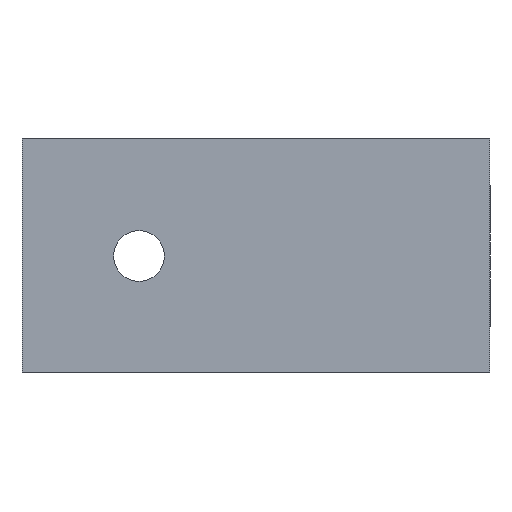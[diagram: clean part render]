
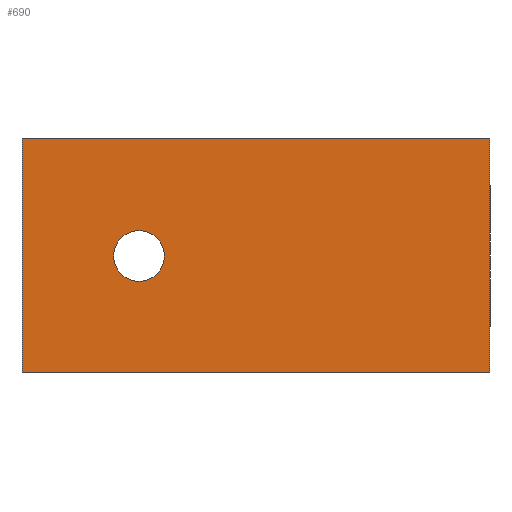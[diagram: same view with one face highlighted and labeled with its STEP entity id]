
A CAD part, left-side view. The second image highlights one B-rep face of the part: STEP entity #690.
In plain terms, the highlighted planar face has unit normal (-1, 0, 0).
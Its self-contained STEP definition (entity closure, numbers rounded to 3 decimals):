
#42 = LINE ( 'NONE', #556, #44 ) ;
#44 = VECTOR ( 'NONE', #557, 1000. ) ;
#56 = CARTESIAN_POINT ( 'NONE',  ( -60., 0., 30. ) ) ;
#57 = DIRECTION ( 'NONE',  ( 0., 0., -1. ) ) ;
#74 = CIRCLE ( 'NONE', #93, 3.25 ) ;
#92 = EDGE_CURVE ( 'NONE', #395, #396, #42, .T. ) ;
#93 = AXIS2_PLACEMENT_3D ( 'NONE', #509, #510, #511 ) ;
#97 = AXIS2_PLACEMENT_3D ( 'NONE', #355, #356, #357 ) ;
#101 = EDGE_CURVE ( 'NONE', #295, #296, #74, .T. ) ;
#135 = EDGE_CURVE ( 'NONE', #396, #378, #192, .T. ) ;
#144 = EDGE_CURVE ( 'NONE', #379, #378, #197, .T. ) ;
#150 = EDGE_CURVE ( 'NONE', #395, #379, #201, .T. ) ;
#169 = AXIS2_PLACEMENT_3D ( 'NONE', #621, #622, #623 ) ;
#170 = EDGE_CURVE ( 'NONE', #296, #295, #332, .T. ) ;
#192 = LINE ( 'NONE', #56, #194 ) ;
#194 = VECTOR ( 'NONE', #57, 1000. ) ;
#197 = LINE ( 'NONE', #548, #198 ) ;
#198 = VECTOR ( 'NONE', #549, 1000. ) ;
#201 = LINE ( 'NONE', #697, #202 ) ;
#202 = VECTOR ( 'NONE', #698, 1000. ) ;
#215 = FACE_BOUND ( 'NONE', #532, .T. ) ;
#216 = FACE_OUTER_BOUND ( 'NONE', #533, .T. ) ;
#229 = CARTESIAN_POINT ( 'NONE',  ( -60., 0., 0. ) ) ;
#230 = CARTESIAN_POINT ( 'NONE',  ( -60., 60., 0. ) ) ;
#263 = CARTESIAN_POINT ( 'NONE',  ( -60., 60., 30. ) ) ;
#264 = CARTESIAN_POINT ( 'NONE',  ( -60., 0., 30. ) ) ;
#295 = VERTEX_POINT ( 'NONE', #362 ) ;
#296 = VERTEX_POINT ( 'NONE', #363 ) ;
#332 = CIRCLE ( 'NONE', #97, 3.25 ) ;
#355 = CARTESIAN_POINT ( 'NONE',  ( -60., 45., 15. ) ) ;
#356 = DIRECTION ( 'NONE',  ( 1., 0., 0. ) ) ;
#357 = DIRECTION ( 'NONE',  ( 0., 0., -1. ) ) ;
#362 = CARTESIAN_POINT ( 'NONE',  ( -60., 45., 11.75 ) ) ;
#363 = CARTESIAN_POINT ( 'NONE',  ( -60., 45., 18.25 ) ) ;
#378 = VERTEX_POINT ( 'NONE', #229 ) ;
#379 = VERTEX_POINT ( 'NONE', #230 ) ;
#395 = VERTEX_POINT ( 'NONE', #263 ) ;
#396 = VERTEX_POINT ( 'NONE', #264 ) ;
#509 = CARTESIAN_POINT ( 'NONE',  ( -60., 45., 15. ) ) ;
#510 = DIRECTION ( 'NONE',  ( 1., 0., 0. ) ) ;
#511 = DIRECTION ( 'NONE',  ( 0., 0., -1. ) ) ;
#532 = EDGE_LOOP ( 'NONE', ( #594, #595 ) ) ;
#533 = EDGE_LOOP ( 'NONE', ( #596, #597, #598, #599 ) ) ;
#548 = CARTESIAN_POINT ( 'NONE',  ( -60., 0., 0. ) ) ;
#549 = DIRECTION ( 'NONE',  ( 0., -1., 0. ) ) ;
#556 = CARTESIAN_POINT ( 'NONE',  ( -60., 0., 30. ) ) ;
#557 = DIRECTION ( 'NONE',  ( 0., -1., 0. ) ) ;
#594 = ORIENTED_EDGE ( 'NONE', *, *, #101, .T. ) ;
#595 = ORIENTED_EDGE ( 'NONE', *, *, #170, .T. ) ;
#596 = ORIENTED_EDGE ( 'NONE', *, *, #144, .T. ) ;
#597 = ORIENTED_EDGE ( 'NONE', *, *, #135, .F. ) ;
#598 = ORIENTED_EDGE ( 'NONE', *, *, #92, .F. ) ;
#599 = ORIENTED_EDGE ( 'NONE', *, *, #150, .T. ) ;
#620 = PLANE ( 'NONE',  #169 ) ;
#621 = CARTESIAN_POINT ( 'NONE',  ( -60., 0., 30. ) ) ;
#622 = DIRECTION ( 'NONE',  ( 1., 0., 0. ) ) ;
#623 = DIRECTION ( 'NONE',  ( 0., 0., -1. ) ) ;
#690 = ADVANCED_FACE ( 'NONE', ( #215, #216 ), #620, .F. ) ;
#697 = CARTESIAN_POINT ( 'NONE',  ( -60., 60., 30. ) ) ;
#698 = DIRECTION ( 'NONE',  ( 0., 0., -1. ) ) ;
